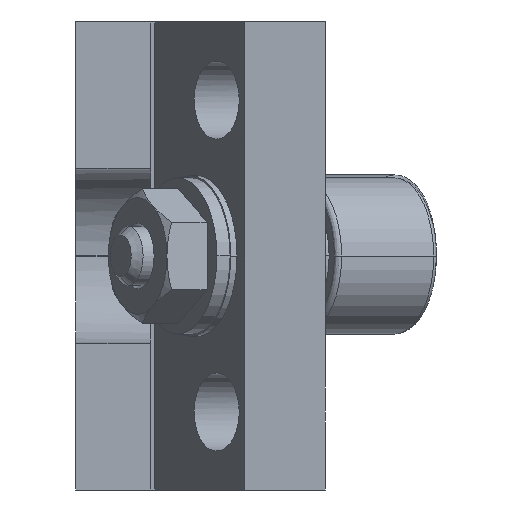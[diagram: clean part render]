
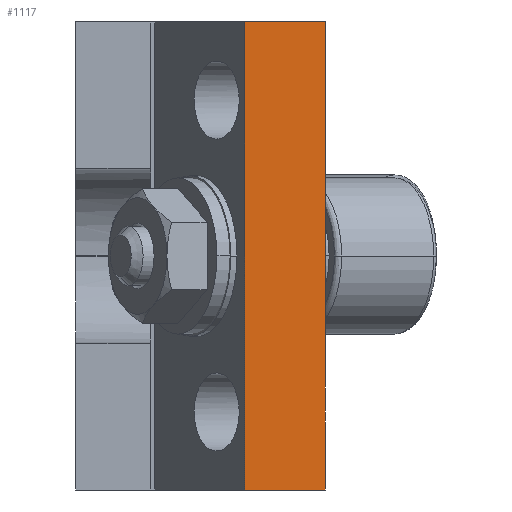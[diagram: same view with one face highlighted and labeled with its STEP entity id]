
A CAD part, left-side view. The second image highlights one B-rep face of the part: STEP entity #1117.
In plain terms, the highlighted planar face has unit normal (-1, 0, 0).
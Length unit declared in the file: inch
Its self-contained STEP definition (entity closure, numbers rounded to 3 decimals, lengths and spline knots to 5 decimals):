
#648 = LINE ( 'NONE', #698, #6149 ) ;
#698 = CARTESIAN_POINT ( 'NONE',  ( -1., 0.145, -0.75 ) ) ;
#853 = EDGE_LOOP ( 'NONE', ( #9152, #6405, #2915, #6744 ) ) ;
#1117 = ADVANCED_FACE ( 'NONE', ( #7212 ), #3326, .T. ) ;
#1364 = DIRECTION ( 'NONE',  ( 0., 0., 1. ) ) ;
#1494 = VECTOR ( 'NONE', #2712, 39.37008 ) ;
#2017 = CARTESIAN_POINT ( 'NONE',  ( -1., -0.113, 0.75 ) ) ;
#2712 = DIRECTION ( 'NONE',  ( 0., -1., 0. ) ) ;
#2915 = ORIENTED_EDGE ( 'NONE', *, *, #6071, .T. ) ;
#3326 = PLANE ( 'NONE',  #6241 ) ;
#3818 = VERTEX_POINT ( 'NONE', #2017 ) ;
#3983 = VERTEX_POINT ( 'NONE', #3996 ) ;
#3996 = CARTESIAN_POINT ( 'NONE',  ( -1., 0.145, 0.75 ) ) ;
#4566 = EDGE_CURVE ( 'NONE', #6139, #3983, #648, .T. ) ;
#4581 = CARTESIAN_POINT ( 'NONE',  ( -1., -0.113, -0.75 ) ) ;
#4979 = DIRECTION ( 'NONE',  ( 0., -1., 0. ) ) ;
#5386 = VERTEX_POINT ( 'NONE', #4581 ) ;
#5737 = LINE ( 'NONE', #8810, #6206 ) ;
#6071 = EDGE_CURVE ( 'NONE', #6139, #5386, #9790, .T. ) ;
#6139 = VERTEX_POINT ( 'NONE', #8829 ) ;
#6149 = VECTOR ( 'NONE', #9138, 39.37008 ) ;
#6206 = VECTOR ( 'NONE', #4979, 39.37008 ) ;
#6241 = AXIS2_PLACEMENT_3D ( 'NONE', #9387, #7064, #8724 ) ;
#6405 = ORIENTED_EDGE ( 'NONE', *, *, #4566, .F. ) ;
#6744 = ORIENTED_EDGE ( 'NONE', *, *, #7003, .T. ) ;
#7003 = EDGE_CURVE ( 'NONE', #5386, #3818, #9089, .T. ) ;
#7064 = DIRECTION ( 'NONE',  ( -1., 0., 0. ) ) ;
#7212 = FACE_OUTER_BOUND ( 'NONE', #853, .T. ) ;
#7344 = VECTOR ( 'NONE', #1364, 39.37008 ) ;
#8055 = EDGE_CURVE ( 'NONE', #3983, #3818, #5737, .T. ) ;
#8242 = CARTESIAN_POINT ( 'NONE',  ( -1., -0.113, -0.75 ) ) ;
#8724 = DIRECTION ( 'NONE',  ( 0., -1., 0. ) ) ;
#8810 = CARTESIAN_POINT ( 'NONE',  ( -1., -0.113, 0.75 ) ) ;
#8829 = CARTESIAN_POINT ( 'NONE',  ( -1., 0.145, -0.75 ) ) ;
#9027 = CARTESIAN_POINT ( 'NONE',  ( -1., -0.113, -0.75 ) ) ;
#9089 = LINE ( 'NONE', #8242, #7344 ) ;
#9138 = DIRECTION ( 'NONE',  ( 0., 0., 1. ) ) ;
#9152 = ORIENTED_EDGE ( 'NONE', *, *, #8055, .F. ) ;
#9387 = CARTESIAN_POINT ( 'NONE',  ( -1., -0.113, -0.75 ) ) ;
#9790 = LINE ( 'NONE', #9027, #1494 ) ;
